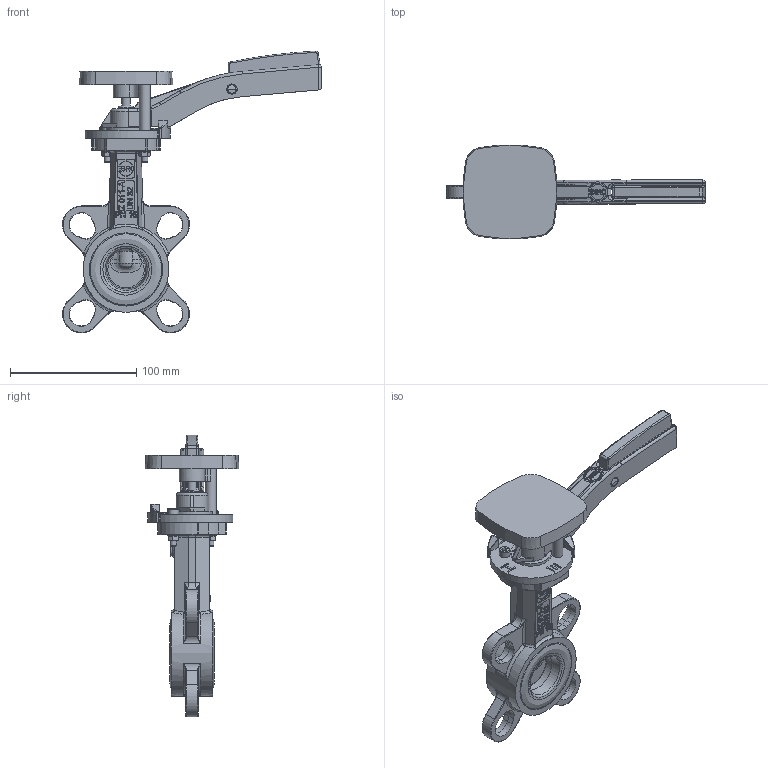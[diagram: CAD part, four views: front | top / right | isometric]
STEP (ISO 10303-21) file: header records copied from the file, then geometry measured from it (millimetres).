
FILE_DESCRIPTION((''),'2;1');
FILE_NAME('Z14Z-032-0008.stp','2009-01-28T13:08:56',('hellwig'),(''),'Autodesk Inventor 2008','Autodesk Inventor 2008','');
FILE_SCHEMA(('AUTOMOTIVE_DESIGN { 1 0 10303 214 1 1 1 1 }'));
Length unit declared in the file: millimetre
Products named in the file (1): Bauteil3
Bounding box: 205.33 x 74.5 x 223.41 mm (x, y, z)
Volume: 297982.8 mm3; surface area: 106623.2 mm2
Topology: 1 solids, 12 shells, 1607 faces, 4218 edges, 2655 vertices
Faces by surface type: plane 664, cylinder 414, bspline 380, torus 70, cone 66, sphere 13
Full cylindrical faces by diameter (mm): 2.5 x1, 3 x5, 4 x3, 4.5 x1, 5 x4, 5.3 x2, 5.5 x2, 6.45 x1, 7 x2, 8 x2, 8.2 x2, 8.5 x2, 9 x1, 9.2 x1, 9.5 x2, 9.8 x1, 11 x2, 11.2 x1, 12 x3, 12.2 x2, 12.35 x1, 13.8 x1, 14 x3, 14.35 x1, 15 x2, 15.2 x1, 16 x1, 16.2 x1, 16.95 x2, 25 x1
Entity records: 62675 total; most frequent: CARTESIAN_POINT 24162, ORIENTED_EDGE 7956, DIRECTION 7114, EDGE_CURVE 3978, VERTEX_POINT 2591, AXIS2_PLACEMENT_3D 2582, VECTOR 1950, LINE 1950
